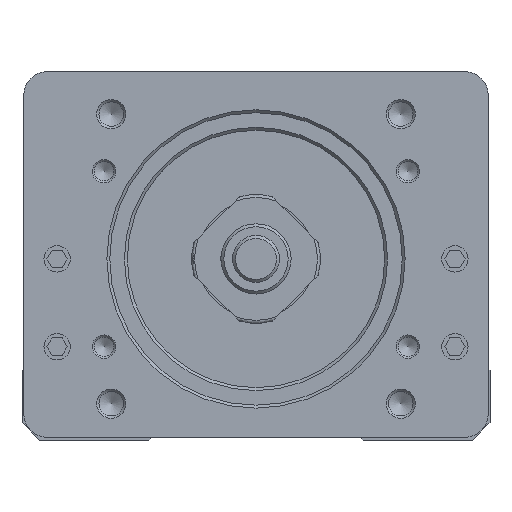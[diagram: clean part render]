
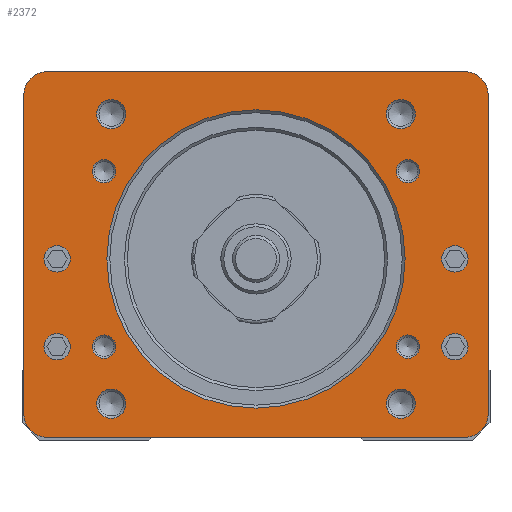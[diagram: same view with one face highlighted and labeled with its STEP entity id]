
A CAD part, front view. The second image highlights one B-rep face of the part: STEP entity #2372.
In plain terms, the highlighted planar face has unit normal (0, -1, 0).
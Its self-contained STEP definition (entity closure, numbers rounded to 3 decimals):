
#2372=ADVANCED_FACE('',(#3801,#3802,#3803,#3804,#3805,#3806,#3807,#3808,
#3809,#3810,#3811,#3812,#3813,#3814),#3184,.T.);
#3184=PLANE('',#20240);
#3801=FACE_BOUND('',#5156,.T.);
#3802=FACE_BOUND('',#5157,.T.);
#3803=FACE_BOUND('',#5158,.T.);
#3804=FACE_BOUND('',#5159,.T.);
#3805=FACE_BOUND('',#5160,.T.);
#3806=FACE_BOUND('',#5161,.T.);
#3807=FACE_BOUND('',#5162,.T.);
#3808=FACE_BOUND('',#5163,.T.);
#3809=FACE_BOUND('',#5164,.T.);
#3810=FACE_BOUND('',#5165,.T.);
#3811=FACE_BOUND('',#5166,.T.);
#3812=FACE_BOUND('',#5167,.T.);
#3813=FACE_BOUND('',#5168,.T.);
#3814=FACE_BOUND('',#5169,.T.);
#5156=EDGE_LOOP('',(#10095));
#5157=EDGE_LOOP('',(#10096));
#5158=EDGE_LOOP('',(#10097));
#5159=EDGE_LOOP('',(#10098));
#5160=EDGE_LOOP('',(#10099));
#5161=EDGE_LOOP('',(#10100));
#5162=EDGE_LOOP('',(#10101));
#5163=EDGE_LOOP('',(#10102));
#5164=EDGE_LOOP('',(#10103));
#5165=EDGE_LOOP('',(#10104));
#5166=EDGE_LOOP('',(#10105));
#5167=EDGE_LOOP('',(#10106));
#5168=EDGE_LOOP('',(#10107));
#5169=EDGE_LOOP('',(#10108,#10109,#10110,#10111,#10112,#10113,#10114,#10115));
#5920=CIRCLE('',#20103,4.);
#5921=CIRCLE('',#20105,4.);
#5922=CIRCLE('',#20107,2.);
#5923=CIRCLE('',#20109,2.);
#5924=CIRCLE('',#20111,2.);
#5925=CIRCLE('',#20113,2.);
#5926=CIRCLE('',#20115,2.5);
#5927=CIRCLE('',#20117,2.5);
#5928=CIRCLE('',#20119,2.5);
#5929=CIRCLE('',#20121,2.5);
#5930=CIRCLE('',#20123,25.5);
#5935=CIRCLE('',#20132,2.25);
#5937=CIRCLE('',#20135,2.25);
#5939=CIRCLE('',#20138,2.25);
#5941=CIRCLE('',#20141,2.25);
#5985=CIRCLE('',#20236,4.);
#5987=CIRCLE('',#20239,4.);
#10095=ORIENTED_EDGE('',*,*,#14886,.T.);
#10096=ORIENTED_EDGE('',*,*,#14885,.T.);
#10097=ORIENTED_EDGE('',*,*,#14884,.T.);
#10098=ORIENTED_EDGE('',*,*,#14883,.T.);
#10099=ORIENTED_EDGE('',*,*,#14882,.T.);
#10100=ORIENTED_EDGE('',*,*,#14881,.T.);
#10101=ORIENTED_EDGE('',*,*,#14880,.T.);
#10102=ORIENTED_EDGE('',*,*,#14879,.T.);
#10103=ORIENTED_EDGE('',*,*,#14878,.T.);
#10104=ORIENTED_EDGE('',*,*,#14898,.T.);
#10105=ORIENTED_EDGE('',*,*,#14896,.T.);
#10106=ORIENTED_EDGE('',*,*,#14894,.T.);
#10107=ORIENTED_EDGE('',*,*,#14892,.T.);
#10108=ORIENTED_EDGE('',*,*,#15006,.T.);
#10109=ORIENTED_EDGE('',*,*,#13903,.T.);
#10110=ORIENTED_EDGE('',*,*,#15008,.T.);
#10111=ORIENTED_EDGE('',*,*,#14999,.T.);
#10112=ORIENTED_EDGE('',*,*,#14876,.T.);
#10113=ORIENTED_EDGE('',*,*,#14940,.T.);
#10114=ORIENTED_EDGE('',*,*,#14873,.T.);
#10115=ORIENTED_EDGE('',*,*,#14992,.T.);
#11834=VERTEX_POINT('',#28157);
#11835=VERTEX_POINT('',#28159);
#12539=VERTEX_POINT('',#31216);
#12540=VERTEX_POINT('',#31218);
#12541=VERTEX_POINT('',#31222);
#12542=VERTEX_POINT('',#31224);
#12543=VERTEX_POINT('',#31228);
#12544=VERTEX_POINT('',#31231);
#12545=VERTEX_POINT('',#31234);
#12546=VERTEX_POINT('',#31237);
#12547=VERTEX_POINT('',#31240);
#12548=VERTEX_POINT('',#31243);
#12549=VERTEX_POINT('',#31246);
#12550=VERTEX_POINT('',#31249);
#12551=VERTEX_POINT('',#31252);
#12556=VERTEX_POINT('',#31267);
#12558=VERTEX_POINT('',#31272);
#12560=VERTEX_POINT('',#31277);
#12562=VERTEX_POINT('',#31282);
#12623=VERTEX_POINT('',#31582);
#12626=VERTEX_POINT('',#31594);
#13903=EDGE_CURVE('',#11835,#11834,#16160,.T.);
#14873=EDGE_CURVE('',#12540,#12539,#5920,.T.);
#14876=EDGE_CURVE('',#12542,#12541,#5921,.T.);
#14878=EDGE_CURVE('',#12543,#12543,#5922,.T.);
#14879=EDGE_CURVE('',#12544,#12544,#5923,.T.);
#14880=EDGE_CURVE('',#12545,#12545,#5924,.T.);
#14881=EDGE_CURVE('',#12546,#12546,#5925,.T.);
#14882=EDGE_CURVE('',#12547,#12547,#5926,.T.);
#14883=EDGE_CURVE('',#12548,#12548,#5927,.T.);
#14884=EDGE_CURVE('',#12549,#12549,#5928,.T.);
#14885=EDGE_CURVE('',#12550,#12550,#5929,.T.);
#14886=EDGE_CURVE('',#12551,#12551,#5930,.T.);
#14892=EDGE_CURVE('',#12556,#12556,#5935,.T.);
#14894=EDGE_CURVE('',#12558,#12558,#5937,.T.);
#14896=EDGE_CURVE('',#12560,#12560,#5939,.T.);
#14898=EDGE_CURVE('',#12562,#12562,#5941,.T.);
#14940=EDGE_CURVE('',#12541,#12540,#16878,.T.);
#14992=EDGE_CURVE('',#12539,#12623,#16903,.T.);
#14999=EDGE_CURVE('',#12626,#12542,#16910,.T.);
#15006=EDGE_CURVE('',#12623,#11835,#5985,.T.);
#15008=EDGE_CURVE('',#11834,#12626,#5987,.T.);
#16160=LINE('',#28158,#17901);
#16878=LINE('',#31427,#18640);
#16903=LINE('',#31583,#18665);
#16910=LINE('',#31593,#18672);
#17901=VECTOR('',#22521,1.);
#18640=VECTOR('',#24618,1.);
#18665=VECTOR('',#24747,1.);
#18672=VECTOR('',#24756,1.);
#20103=AXIS2_PLACEMENT_3D('',#31217,#24457,#24458);
#20105=AXIS2_PLACEMENT_3D('',#31223,#24463,#24464);
#20107=AXIS2_PLACEMENT_3D('',#31227,#24468,#24469);
#20109=AXIS2_PLACEMENT_3D('',#31230,#24472,#24473);
#20111=AXIS2_PLACEMENT_3D('',#31233,#24476,#24477);
#20113=AXIS2_PLACEMENT_3D('',#31236,#24480,#24481);
#20115=AXIS2_PLACEMENT_3D('',#31239,#24484,#24485);
#20117=AXIS2_PLACEMENT_3D('',#31242,#24488,#24489);
#20119=AXIS2_PLACEMENT_3D('',#31245,#24492,#24493);
#20121=AXIS2_PLACEMENT_3D('',#31248,#24496,#24497);
#20123=AXIS2_PLACEMENT_3D('',#31251,#24500,#24501);
#20132=AXIS2_PLACEMENT_3D('',#31266,#24519,#24520);
#20135=AXIS2_PLACEMENT_3D('',#31271,#24525,#24526);
#20138=AXIS2_PLACEMENT_3D('',#31276,#24531,#24532);
#20141=AXIS2_PLACEMENT_3D('',#31281,#24537,#24538);
#20236=AXIS2_PLACEMENT_3D('',#31610,#24783,#24784);
#20239=AXIS2_PLACEMENT_3D('',#31613,#24789,#24790);
#20240=AXIS2_PLACEMENT_3D('',#31614,#24791,#24792);
#22521=DIRECTION('',(1.,0.,0.));
#24457=DIRECTION('',(0.,-1.,0.));
#24458=DIRECTION('',(1.,0.,0.));
#24463=DIRECTION('',(0.,-1.,0.));
#24464=DIRECTION('',(1.,0.,0.));
#24468=DIRECTION('',(0.,1.,0.));
#24469=DIRECTION('',(0.,0.,-1.));
#24472=DIRECTION('',(0.,1.,0.));
#24473=DIRECTION('',(0.,0.,-1.));
#24476=DIRECTION('',(0.,1.,0.));
#24477=DIRECTION('',(0.,0.,-1.));
#24480=DIRECTION('',(0.,1.,0.));
#24481=DIRECTION('',(0.,0.,-1.));
#24484=DIRECTION('',(0.,1.,0.));
#24485=DIRECTION('',(0.,0.,-1.));
#24488=DIRECTION('',(0.,1.,0.));
#24489=DIRECTION('',(0.,0.,-1.));
#24492=DIRECTION('',(0.,1.,0.));
#24493=DIRECTION('',(0.,0.,-1.));
#24496=DIRECTION('',(0.,1.,0.));
#24497=DIRECTION('',(0.,0.,-1.));
#24500=DIRECTION('',(0.,1.,0.));
#24501=DIRECTION('',(0.,0.,-1.));
#24519=DIRECTION('',(0.,1.,0.));
#24520=DIRECTION('',(0.,0.,-1.));
#24525=DIRECTION('',(0.,1.,0.));
#24526=DIRECTION('',(0.,0.,-1.));
#24531=DIRECTION('',(0.,1.,0.));
#24532=DIRECTION('',(0.,0.,-1.));
#24537=DIRECTION('',(0.,1.,0.));
#24538=DIRECTION('',(0.,0.,-1.));
#24618=DIRECTION('',(-1.,0.,0.));
#24747=DIRECTION('',(0.,0.,-1.));
#24756=DIRECTION('',(0.,0.,1.));
#24783=DIRECTION('',(0.,-1.,0.));
#24784=DIRECTION('',(1.,0.,0.));
#24789=DIRECTION('',(0.,-1.,0.));
#24790=DIRECTION('',(1.,0.,0.));
#24791=DIRECTION('',(0.,-1.,0.));
#24792=DIRECTION('',(0.,0.,1.));
#28157=CARTESIAN_POINT('',(35.7,-243.7,-18.5));
#28158=CARTESIAN_POINT('',(-35.7,-243.7,-18.5));
#28159=CARTESIAN_POINT('',(-35.7,-243.7,-18.5));
#31216=CARTESIAN_POINT('',(-39.7,-243.7,40.));
#31217=CARTESIAN_POINT('',(-35.7,-243.7,40.));
#31218=CARTESIAN_POINT('',(-35.7,-243.7,44.));
#31222=CARTESIAN_POINT('',(35.7,-243.7,44.));
#31223=CARTESIAN_POINT('',(35.7,-243.7,40.));
#31224=CARTESIAN_POINT('',(39.7,-243.7,40.));
#31227=CARTESIAN_POINT('',(-25.981,-243.7,27.));
#31228=CARTESIAN_POINT('',(-25.981,-243.7,25.));
#31230=CARTESIAN_POINT('',(-25.981,-243.7,-3.));
#31231=CARTESIAN_POINT('',(-25.981,-243.7,-5.));
#31233=CARTESIAN_POINT('',(25.981,-243.7,27.));
#31234=CARTESIAN_POINT('',(25.981,-243.7,25.));
#31236=CARTESIAN_POINT('',(25.981,-243.7,-3.));
#31237=CARTESIAN_POINT('',(25.981,-243.7,-5.));
#31239=CARTESIAN_POINT('',(24.749,-243.7,36.749));
#31240=CARTESIAN_POINT('',(24.749,-243.7,34.249));
#31242=CARTESIAN_POINT('',(24.749,-243.7,-12.749));
#31243=CARTESIAN_POINT('',(24.749,-243.7,-15.249));
#31245=CARTESIAN_POINT('',(-24.749,-243.7,-12.749));
#31246=CARTESIAN_POINT('',(-24.749,-243.7,-15.249));
#31248=CARTESIAN_POINT('',(-24.749,-243.7,36.749));
#31249=CARTESIAN_POINT('',(-24.749,-243.7,34.249));
#31251=CARTESIAN_POINT('',(0.,-243.7,12.));
#31252=CARTESIAN_POINT('',(0.,-243.7,-13.5));
#31266=CARTESIAN_POINT('',(34.,-243.7,12.));
#31267=CARTESIAN_POINT('',(34.,-243.7,9.75));
#31271=CARTESIAN_POINT('',(34.,-243.7,-3.));
#31272=CARTESIAN_POINT('',(34.,-243.7,-5.25));
#31276=CARTESIAN_POINT('',(-34.,-243.7,12.));
#31277=CARTESIAN_POINT('',(-34.,-243.7,9.75));
#31281=CARTESIAN_POINT('',(-34.,-243.7,-3.));
#31282=CARTESIAN_POINT('',(-34.,-243.7,-5.25));
#31427=CARTESIAN_POINT('',(35.7,-243.7,44.));
#31582=CARTESIAN_POINT('',(-39.7,-243.7,-14.5));
#31583=CARTESIAN_POINT('',(-39.7,-243.7,40.));
#31593=CARTESIAN_POINT('',(39.7,-243.7,-14.5));
#31594=CARTESIAN_POINT('',(39.7,-243.7,-14.5));
#31610=CARTESIAN_POINT('',(-35.7,-243.7,-14.5));
#31613=CARTESIAN_POINT('',(35.7,-243.7,-14.5));
#31614=CARTESIAN_POINT('',(-35.7,-243.7,-14.5));
